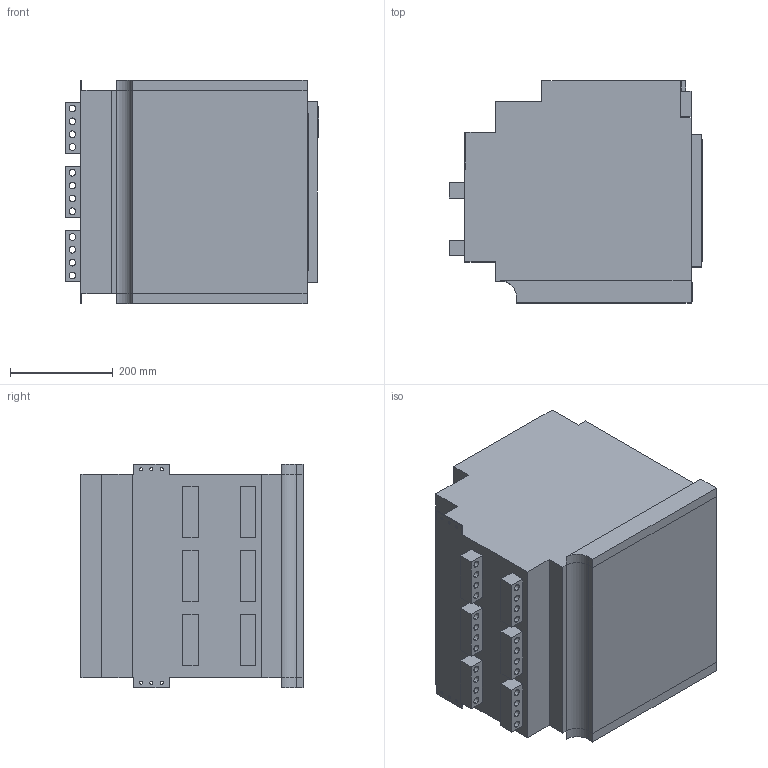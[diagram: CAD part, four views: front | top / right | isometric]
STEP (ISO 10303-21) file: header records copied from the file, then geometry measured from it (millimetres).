
FILE_DESCRIPTION (( 'STEP AP203' ), '1' );
FILE_NAME ('Âûêëþ÷àòåëè àâòîìàòè÷åñêèå ñåðèè ÂÀ-45 âûäâèæíîé 3200.STEP', '2016-11-06T19:50:01', ( '' ), ( '' ), 'SwSTEP 2.0', 'SolidWorks 2014', '' );
FILE_SCHEMA (( 'CONFIG_CONTROL_DESIGN' ));
Length unit declared in the file: millimetre
Products named in the file (1): Âûêëþ÷àòåëè àâòîìàòè÷åñêèå ñåðèè ÂÀ-45 âûäâèæíîé 3200
Bounding box: 493.5 x 432 x 435 mm (x, y, z)
Volume: 71376618.8 mm3; surface area: 1268729.6 mm2
Topology: 3 solids, 3 shells, 415 faces, 1149 edges, 766 vertices
Faces by surface type: plane 336, cylinder 79
Entity records: 13314 total; most frequent: CARTESIAN_POINT 2331, ORIENTED_EDGE 2298, DIRECTION 2139, EDGE_CURVE 1149, LINE 991, VECTOR 991, VERTEX_POINT 766, AXIS2_PLACEMENT_3D 574
